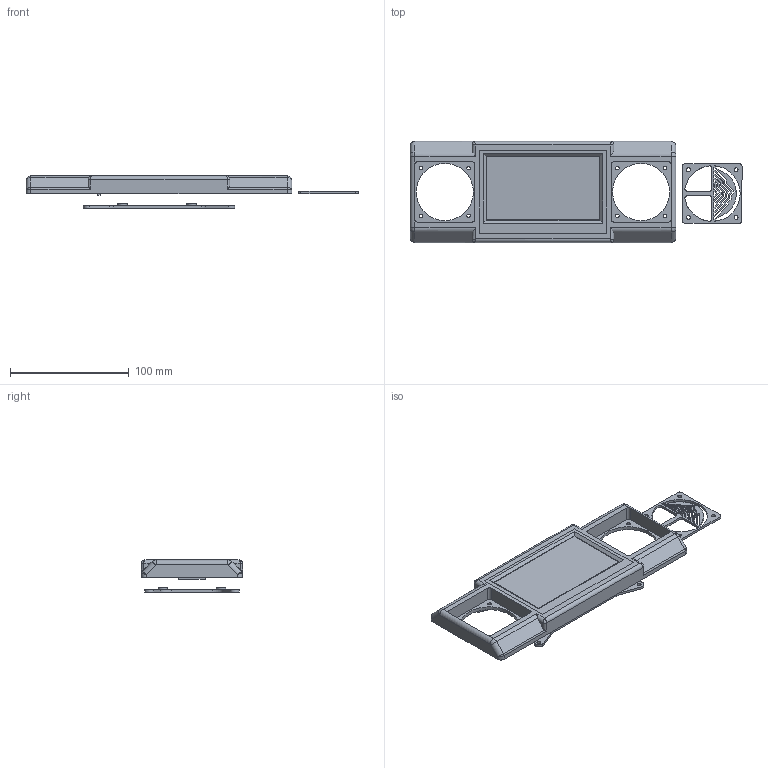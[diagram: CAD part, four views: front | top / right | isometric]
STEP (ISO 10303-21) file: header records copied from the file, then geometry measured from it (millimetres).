
FILE_DESCRIPTION(/* description */ (''),/* implementation_level */ '2;1');
FILE_NAME(/* name */ 'K3_Waveshare_43_DSI.step',/* time_stamp */ '2024-07-19T16:17:41-04:00',/* author */ (''),/* organization */ (''),/* preprocessor_version */ 'ST-DEVELOPER v20',/* originating_system */ 'Autodesk Translation Framework v13.14.0.145',/* authorisation */ '');
FILE_SCHEMA (('AUTOMOTIVE_DESIGN { 1 0 10303 214 3 1 1 }'));
Length unit declared in the file: millimetre
Products named in the file (6): K3 Screen Bezel; Screen Mount; Mount Back Plate; Bezel Insert; Fan Cover; Waveshare 4.3 DSI Screen
Assembly tree (5 placements, depth 2):
  K3 Screen Bezel
    Screen Mount
    Mount Back Plate
    Bezel Insert
    Fan Cover
    Waveshare 4.3 DSI Screen
Bounding box: 279.02 x 85 x 27 mm (x, y, z)
Volume: 170103.3 mm3; surface area: 76401.4 mm2
Topology: 5 solids, 5 shells, 376 faces, 965 edges, 624 vertices
Faces by surface type: plane 242, cylinder 114, bspline 12, cone 8
Full cylindrical faces by diameter (mm): 2 x8, 3 x8, 3.3 x12, 4.7 x8, 5.5 x8, 8 x4, 48 x2
Entity records: 11834 total; most frequent: CARTESIAN_POINT 2237, DIRECTION 1943, ORIENTED_EDGE 1914, EDGE_CURVE 957, LINE 715, VECTOR 715, VERTEX_POINT 624, AXIS2_PLACEMENT_3D 614
